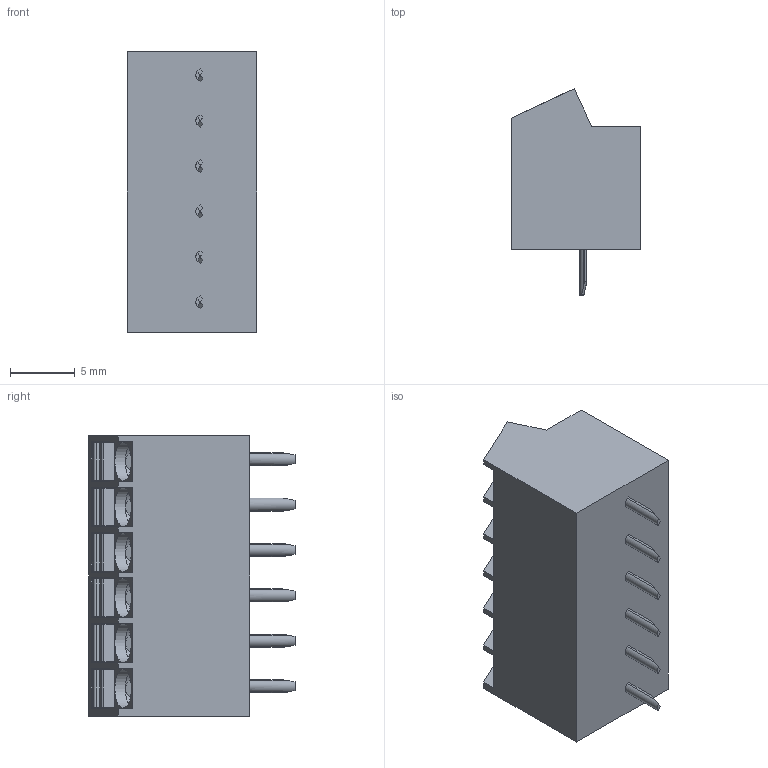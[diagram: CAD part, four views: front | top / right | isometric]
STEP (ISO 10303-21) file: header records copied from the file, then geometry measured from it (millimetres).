
FILE_DESCRIPTION((''),'2;1');
FILE_NAME('PRT0007','2024-09-25T',('sj'),(''),'PRO/ENGINEER BY PARAMETRIC TECHNOLOGY CORPORATION, 2013240','PRO/ENGINEER BY PARAMETRIC TECHNOLOGY CORPORATION, 2013240','');
FILE_SCHEMA(('AUTOMOTIVE_DESIGN_CC2 { 1 2 10303 214 -1 1 5 2 }'));
Length unit declared in the file: millimetre
Products named in the file (1): PRT0007
Bounding box: 10 x 15.9 x 21.6 mm (x, y, z)
Volume: 2139.5 mm3; surface area: 1512.7 mm2
Topology: 1 solids, 1 shells, 254 faces, 702 edges, 468 vertices
Faces by surface type: plane 182, cylinder 60, cone 12
Entity records: 8297 total; most frequent: CARTESIAN_POINT 1793, ORIENTED_EDGE 1404, DIRECTION 1264, EDGE_CURVE 702, VECTOR 504, LINE 504, VERTEX_POINT 468, AXIS2_PLACEMENT_3D 380
